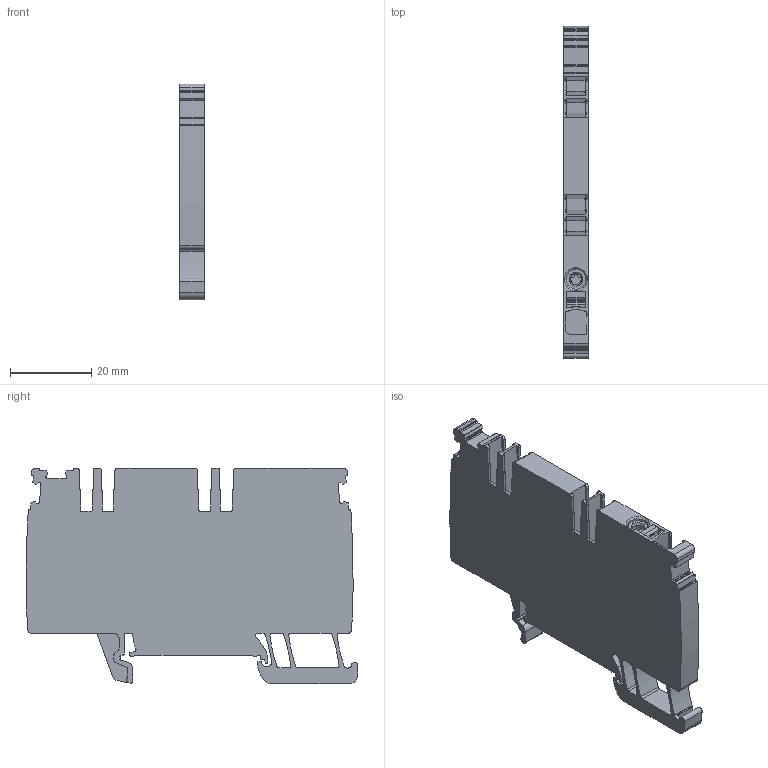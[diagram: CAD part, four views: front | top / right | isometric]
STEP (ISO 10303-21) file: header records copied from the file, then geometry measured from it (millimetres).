
FILE_DESCRIPTION(('CATIA V5R24 STEP','CAx-IF Rec.Pracs.--- Model Styling and Organization---1.2---2011-12-15'),'2;1');
FILE_NAME ('9325219_2', '2017-07-31T06:24:16+00:00', ('Weidmueller Interface'), ('Weidmueller'), 'CATIA Version 5-6 Release 2014 SP4 HF52', 'CATIA V5 STEP AP214', 'none');
FILE_SCHEMA(('AUTOMOTIVE_DESIGN { 1 0 10303 214 1 1 1 1 }'));
Length unit declared in the file: millimetre
Products named in the file (1): 2428960000_AAP21_4_LI_BL
Bounding box: 6.1 x 81.8 x 53.13 mm (x, y, z)
Volume: 19586.8 mm3; surface area: 10885.3 mm2
Topology: 2 solids, 2 shells, 479 faces, 1432 edges, 962 vertices
Faces by surface type: plane 223, cylinder 213, extrusion 39, cone 4
Entity records: 16668 total; most frequent: CARTESIAN_POINT 3760, ORIENTED_EDGE 2864, DIRECTION 2080, EDGE_CURVE 1432, VERTEX_POINT 962, VECTOR 946, LINE 907, AXIS2_PLACEMENT_3D 774
